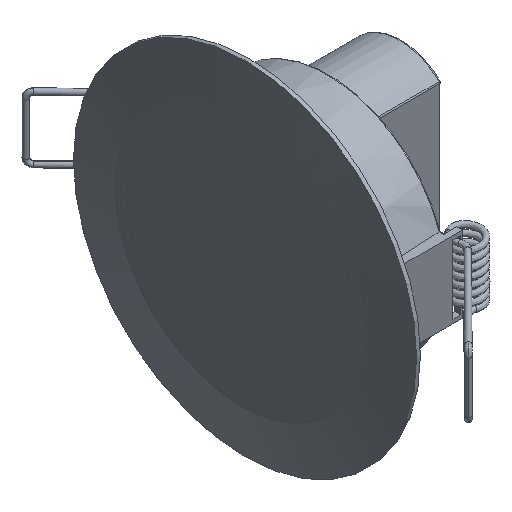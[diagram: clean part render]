
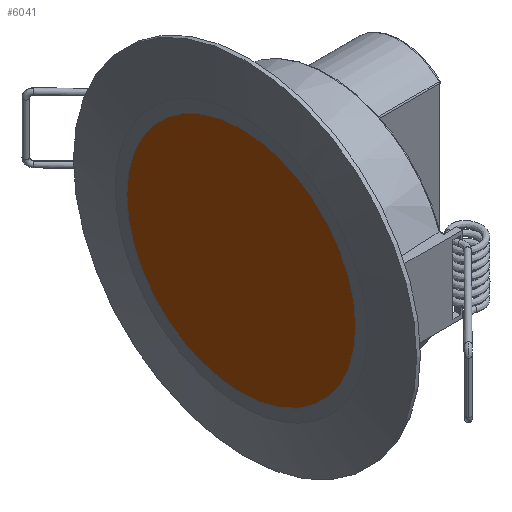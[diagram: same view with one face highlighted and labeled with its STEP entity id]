
A CAD part, isometric view. The second image highlights one B-rep face of the part: STEP entity #6041.
In plain terms, the highlighted face is planar.
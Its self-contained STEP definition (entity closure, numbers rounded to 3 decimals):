
#584 = VERTEX_POINT ( 'NONE', #7459 ) ;
#732 = EDGE_LOOP ( 'NONE', ( #2048 ) ) ;
#2011 = DIRECTION ( 'NONE',  ( 0., 0., -1. ) ) ;
#2048 = ORIENTED_EDGE ( 'NONE', *, *, #7149, .T. ) ;
#2140 = DIRECTION ( 'NONE',  ( -1., 0., 0. ) ) ;
#2511 = AXIS2_PLACEMENT_3D ( 'NONE', #7743, #7078, #3076 ) ;
#3008 = AXIS2_PLACEMENT_3D ( 'NONE', #3997, #2011, #2140 ) ;
#3076 = DIRECTION ( 'NONE',  ( -1., 0., 0. ) ) ;
#3385 = FACE_OUTER_BOUND ( 'NONE', #732, .T. ) ;
#3997 = CARTESIAN_POINT ( 'NONE',  ( 0., 0., -2. ) ) ;
#6041 = ADVANCED_FACE ( 'NONE', ( #3385 ), #7300, .T. ) ;
#7078 = DIRECTION ( 'NONE',  ( 0., 0., -1. ) ) ;
#7149 = EDGE_CURVE ( 'NONE', #584, #584, #8007, .T. ) ;
#7300 = PLANE ( 'NONE',  #3008 ) ;
#7459 = CARTESIAN_POINT ( 'NONE',  ( -30., 0., -2. ) ) ;
#7743 = CARTESIAN_POINT ( 'NONE',  ( 0., 0., -2. ) ) ;
#8007 = CIRCLE ( 'NONE', #2511, 30. ) ;
